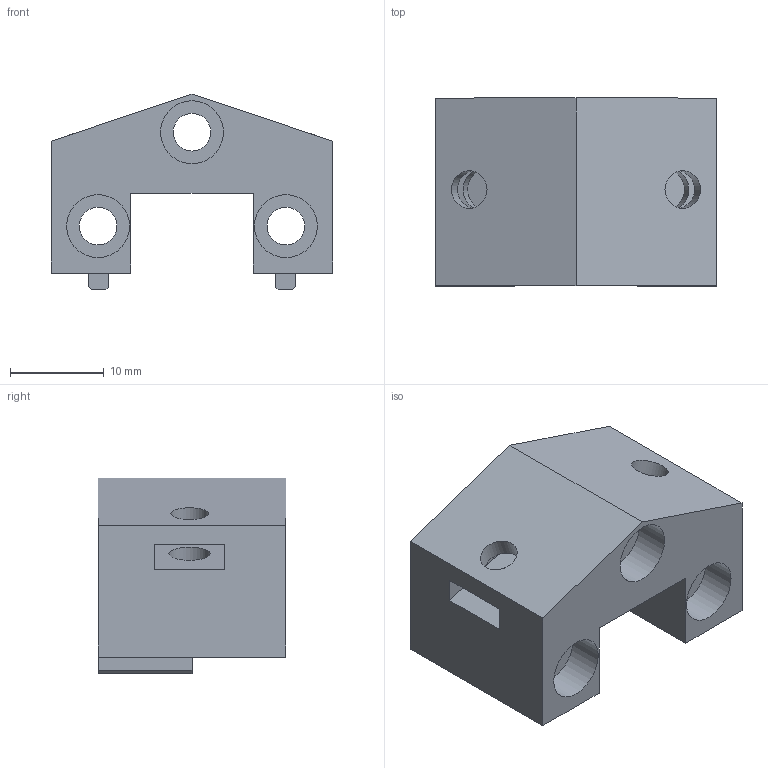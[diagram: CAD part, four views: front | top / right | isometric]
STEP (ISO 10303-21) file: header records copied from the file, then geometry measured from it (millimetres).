
FILE_DESCRIPTION(('HOOPS Exchange Step'),'2;1');
FILE_NAME('temp_export','2024-12-21T17:11:03+08:00',('27699'),('Shapr3D Limited'),'HOOPS Exchange 2024.6','Shapr3D','Authorized');
FILE_SCHEMA( ('AP242_MANAGED_MODEL_BASED_3D_ENGINEERING_MIM_LF {1 0 10303 442 1 1 4 }') );
Length unit declared in the file: millimetre
Products named in the file (1): 皮带张紧块
Bounding box: 30 x 20 x 20.87 mm (x, y, z)
Volume: 6348.8 mm3; surface area: 4168.2 mm2
Topology: 1 solids, 1 shells, 55 faces, 154 edges, 108 vertices
Faces by surface type: plane 45, cylinder 10
Full cylindrical faces by diameter (mm): 4 x5, 4.4 x2, 6.7 x3
Entity records: 1845 total; most frequent: CARTESIAN_POINT 320, ORIENTED_EDGE 308, DIRECTION 301, EDGE_CURVE 154, VECTOR 119, LINE 119, VERTEX_POINT 108, AXIS2_PLACEMENT_3D 91
